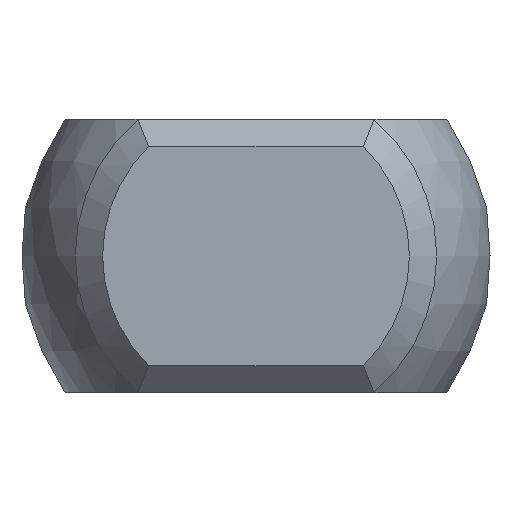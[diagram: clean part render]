
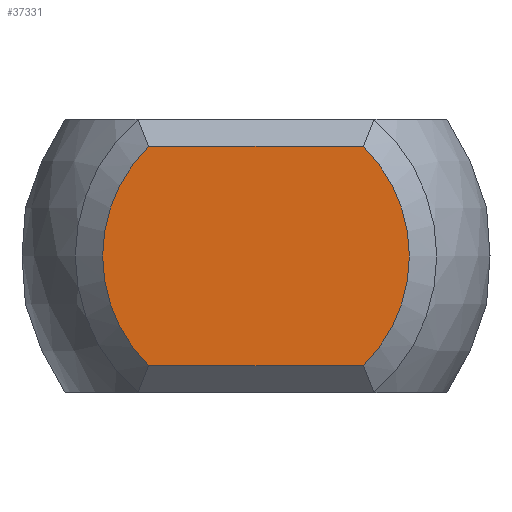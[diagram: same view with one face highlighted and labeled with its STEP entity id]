
A CAD part, left-side view. The second image highlights one B-rep face of the part: STEP entity #37331.
In plain terms, the highlighted planar face has unit normal (-1, 0, 0).
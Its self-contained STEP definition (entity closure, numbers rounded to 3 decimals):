
#34984 = PLANE('',#34985);
#34985 = AXIS2_PLACEMENT_3D('',#34986,#34987,#34988);
#34986 = CARTESIAN_POINT('',(-31.,3.125,2.25));
#34987 = DIRECTION('',(0.707,0.,-0.707));
#34988 = DIRECTION('',(-0.707,0.,-0.707));
#36708 = EDGE_CURVE('',#36709,#36711,#36713,.T.);
#36709 = VERTEX_POINT('',#36710);
#36710 = CARTESIAN_POINT('',(-31.25,-1.96,-2.));
#36711 = VERTEX_POINT('',#36712);
#36712 = CARTESIAN_POINT('',(-31.25,-1.96,2.));
#36713 = SURFACE_CURVE('',#36714,(#36719,#36731),.PCURVE_S1.);
#36714 = CIRCLE('',#36715,2.8);
#36715 = AXIS2_PLACEMENT_3D('',#36716,#36717,#36718);
#36716 = CARTESIAN_POINT('',(-31.25,0.,0.));
#36717 = DIRECTION('',(-1.,0.,0.));
#36718 = DIRECTION('',(0.,-1.,0.));
#36719 = PCURVE('',#36720,#36725);
#36720 = CONICAL_SURFACE('',#36721,3.05,0.785);
#36721 = AXIS2_PLACEMENT_3D('',#36722,#36723,#36724);
#36722 = CARTESIAN_POINT('',(-31.,0.,0.));
#36723 = DIRECTION('',(1.,0.,0.));
#36724 = DIRECTION('',(0.,-1.,0.));
#36725 = DEFINITIONAL_REPRESENTATION('',(#36726),#36730);
#36726 = LINE('',#36727,#36728);
#36727 = CARTESIAN_POINT('',(6.283,-0.25));
#36728 = VECTOR('',#36729,1.);
#36729 = DIRECTION('',(-1.,0.));
#36730 = ( GEOMETRIC_REPRESENTATION_CONTEXT(2) 
PARAMETRIC_REPRESENTATION_CONTEXT() REPRESENTATION_CONTEXT('2D SPACE',''
  ) );
#36731 = PCURVE('',#36732,#36737);
#36732 = PLANE('',#36733);
#36733 = AXIS2_PLACEMENT_3D('',#36734,#36735,#36736);
#36734 = CARTESIAN_POINT('',(-31.25,0.,0.));
#36735 = DIRECTION('',(1.,0.,0.));
#36736 = DIRECTION('',(0.,0.,-1.));
#36737 = DEFINITIONAL_REPRESENTATION('',(#36738),#36746);
#36738 = ( BOUNDED_CURVE() B_SPLINE_CURVE(2,(#36739,#36740,#36741,#36742
    ,#36743,#36744,#36745),.UNSPECIFIED.,.T.,.F.) 
B_SPLINE_CURVE_WITH_KNOTS((1,2,2,2,2,1),(-2.094,0.,
    2.094,4.189,6.283,8.378),
.UNSPECIFIED.) CURVE() GEOMETRIC_REPRESENTATION_ITEM() 
RATIONAL_B_SPLINE_CURVE((1.,0.5,1.,0.5,1.,0.5,1.)) REPRESENTATION_ITEM(
  '') );
#36739 = CARTESIAN_POINT('',(0.,-2.8));
#36740 = CARTESIAN_POINT('',(-4.85,-2.8));
#36741 = CARTESIAN_POINT('',(-2.425,1.4));
#36742 = CARTESIAN_POINT('',(0.,5.6));
#36743 = CARTESIAN_POINT('',(2.425,1.4));
#36744 = CARTESIAN_POINT('',(4.85,-2.8));
#36745 = CARTESIAN_POINT('',(0.,-2.8));
#36746 = ( GEOMETRIC_REPRESENTATION_CONTEXT(2) 
PARAMETRIC_REPRESENTATION_CONTEXT() REPRESENTATION_CONTEXT('2D SPACE',''
  ) );
#36764 = PLANE('',#36765);
#36765 = AXIS2_PLACEMENT_3D('',#36766,#36767,#36768);
#36766 = CARTESIAN_POINT('',(-31.,-3.125,-2.25));
#36767 = DIRECTION('',(0.707,0.,0.707)
  );
#36768 = DIRECTION('',(0.707,0.,-0.707));
#36824 = EDGE_CURVE('',#36711,#36825,#36827,.T.);
#36825 = VERTEX_POINT('',#36826);
#36826 = CARTESIAN_POINT('',(-31.25,1.96,2.));
#36827 = SURFACE_CURVE('',#36828,(#36832,#36839),.PCURVE_S1.);
#36828 = LINE('',#36829,#36830);
#36829 = CARTESIAN_POINT('',(-31.25,3.125,2.));
#36830 = VECTOR('',#36831,1.);
#36831 = DIRECTION('',(0.,1.,0.));
#36832 = PCURVE('',#34984,#36833);
#36833 = DEFINITIONAL_REPRESENTATION('',(#36834),#36838);
#36834 = LINE('',#36835,#36836);
#36835 = CARTESIAN_POINT('',(0.354,0.));
#36836 = VECTOR('',#36837,1.);
#36837 = DIRECTION('',(0.,1.));
#36838 = ( GEOMETRIC_REPRESENTATION_CONTEXT(2) 
PARAMETRIC_REPRESENTATION_CONTEXT() REPRESENTATION_CONTEXT('2D SPACE',''
  ) );
#36839 = PCURVE('',#36732,#36840);
#36840 = DEFINITIONAL_REPRESENTATION('',(#36841),#36845);
#36841 = LINE('',#36842,#36843);
#36842 = CARTESIAN_POINT('',(-2.,3.125));
#36843 = VECTOR('',#36844,1.);
#36844 = DIRECTION('',(0.,1.));
#36845 = ( GEOMETRIC_REPRESENTATION_CONTEXT(2) 
PARAMETRIC_REPRESENTATION_CONTEXT() REPRESENTATION_CONTEXT('2D SPACE',''
  ) );
#36865 = CONICAL_SURFACE('',#36866,3.05,0.785);
#36866 = AXIS2_PLACEMENT_3D('',#36867,#36868,#36869);
#36867 = CARTESIAN_POINT('',(-31.,0.,0.));
#36868 = DIRECTION('',(1.,0.,0.));
#36869 = DIRECTION('',(-0.,1.,0.));
#36879 = EDGE_CURVE('',#36825,#36880,#36882,.T.);
#36880 = VERTEX_POINT('',#36881);
#36881 = CARTESIAN_POINT('',(-31.25,1.96,-2.));
#36882 = SURFACE_CURVE('',#36883,(#36888,#36895),.PCURVE_S1.);
#36883 = CIRCLE('',#36884,2.8);
#36884 = AXIS2_PLACEMENT_3D('',#36885,#36886,#36887);
#36885 = CARTESIAN_POINT('',(-31.25,0.,0.));
#36886 = DIRECTION('',(-1.,0.,0.));
#36887 = DIRECTION('',(0.,1.,0.));
#36888 = PCURVE('',#36865,#36889);
#36889 = DEFINITIONAL_REPRESENTATION('',(#36890),#36894);
#36890 = LINE('',#36891,#36892);
#36891 = CARTESIAN_POINT('',(6.283,-0.25));
#36892 = VECTOR('',#36893,1.);
#36893 = DIRECTION('',(-1.,0.));
#36894 = ( GEOMETRIC_REPRESENTATION_CONTEXT(2) 
PARAMETRIC_REPRESENTATION_CONTEXT() REPRESENTATION_CONTEXT('2D SPACE',''
  ) );
#36895 = PCURVE('',#36732,#36896);
#36896 = DEFINITIONAL_REPRESENTATION('',(#36897),#36905);
#36897 = ( BOUNDED_CURVE() B_SPLINE_CURVE(2,(#36898,#36899,#36900,#36901
    ,#36902,#36903,#36904),.UNSPECIFIED.,.T.,.F.) 
B_SPLINE_CURVE_WITH_KNOTS((1,2,2,2,2,1),(-2.094,0.,
    2.094,4.189,6.283,8.378),
.UNSPECIFIED.) CURVE() GEOMETRIC_REPRESENTATION_ITEM() 
RATIONAL_B_SPLINE_CURVE((1.,0.5,1.,0.5,1.,0.5,1.)) REPRESENTATION_ITEM(
  '') );
#36898 = CARTESIAN_POINT('',(0.,2.8));
#36899 = CARTESIAN_POINT('',(4.85,2.8));
#36900 = CARTESIAN_POINT('',(2.425,-1.4));
#36901 = CARTESIAN_POINT('',(0.,-5.6));
#36902 = CARTESIAN_POINT('',(-2.425,-1.4));
#36903 = CARTESIAN_POINT('',(-4.85,2.8));
#36904 = CARTESIAN_POINT('',(0.,2.8));
#36905 = ( GEOMETRIC_REPRESENTATION_CONTEXT(2) 
PARAMETRIC_REPRESENTATION_CONTEXT() REPRESENTATION_CONTEXT('2D SPACE',''
  ) );
#36979 = EDGE_CURVE('',#36880,#36709,#36980,.T.);
#36980 = SURFACE_CURVE('',#36981,(#36985,#36992),.PCURVE_S1.);
#36981 = LINE('',#36982,#36983);
#36982 = CARTESIAN_POINT('',(-31.25,-3.125,-2.));
#36983 = VECTOR('',#36984,1.);
#36984 = DIRECTION('',(0.,-1.,0.));
#36985 = PCURVE('',#36764,#36986);
#36986 = DEFINITIONAL_REPRESENTATION('',(#36987),#36991);
#36987 = LINE('',#36988,#36989);
#36988 = CARTESIAN_POINT('',(-0.354,0.));
#36989 = VECTOR('',#36990,1.);
#36990 = DIRECTION('',(0.,-1.));
#36991 = ( GEOMETRIC_REPRESENTATION_CONTEXT(2) 
PARAMETRIC_REPRESENTATION_CONTEXT() REPRESENTATION_CONTEXT('2D SPACE',''
  ) );
#36992 = PCURVE('',#36732,#36993);
#36993 = DEFINITIONAL_REPRESENTATION('',(#36994),#36998);
#36994 = LINE('',#36995,#36996);
#36995 = CARTESIAN_POINT('',(2.,-3.125));
#36996 = VECTOR('',#36997,1.);
#36997 = DIRECTION('',(0.,-1.));
#36998 = ( GEOMETRIC_REPRESENTATION_CONTEXT(2) 
PARAMETRIC_REPRESENTATION_CONTEXT() REPRESENTATION_CONTEXT('2D SPACE',''
  ) );
#37331 = ADVANCED_FACE('',(#37332),#36732,.F.);
#37332 = FACE_BOUND('',#37333,.T.);
#37333 = EDGE_LOOP('',(#37334,#37335,#37336,#37337));
#37334 = ORIENTED_EDGE('',*,*,#36708,.T.);
#37335 = ORIENTED_EDGE('',*,*,#36824,.T.);
#37336 = ORIENTED_EDGE('',*,*,#36879,.T.);
#37337 = ORIENTED_EDGE('',*,*,#36979,.T.);
